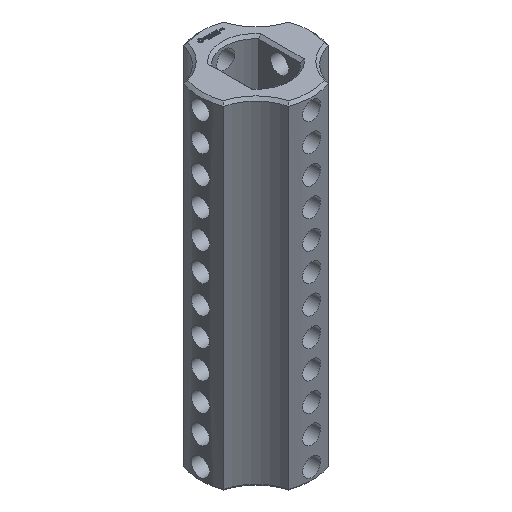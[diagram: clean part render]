
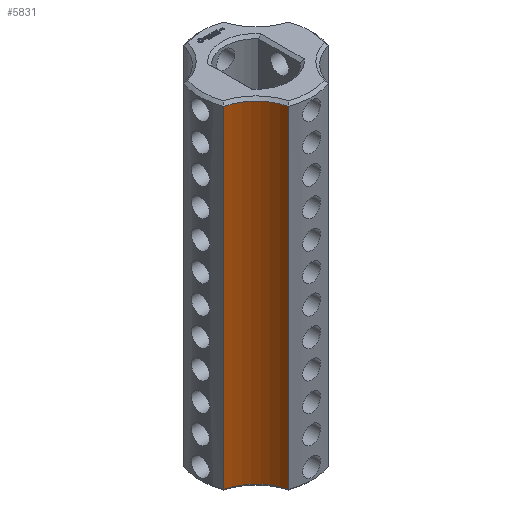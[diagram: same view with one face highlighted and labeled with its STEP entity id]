
A CAD part, isometric view. The second image highlights one B-rep face of the part: STEP entity #5831.
In plain terms, the highlighted cylindrical face has radius 5 mm (diameter 10 mm), a partial arc.
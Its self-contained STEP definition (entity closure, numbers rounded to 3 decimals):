
#1425 = EDGE_CURVE('',#1426,#1428,#1430,.T.);
#1426 = VERTEX_POINT('',#1427);
#1427 = CARTESIAN_POINT('',(-2.225,-5.841,0.3));
#1428 = VERTEX_POINT('',#1429);
#1429 = CARTESIAN_POINT('',(-2.225,-5.841,37.2));
#1430 = LINE('',#1431,#1432);
#1431 = CARTESIAN_POINT('',(-2.225,-5.841,0.));
#1432 = VECTOR('',#1433,1.);
#1433 = DIRECTION('',(0.,0.,1.));
#5831 = ADVANCED_FACE('',(#5832),#5859,.F.);
#5832 = FACE_BOUND('',#5833,.T.);
#5833 = EDGE_LOOP('',(#5834,#5835,#5844,#5852));
#5834 = ORIENTED_EDGE('',*,*,#1425,.T.);
#5835 = ORIENTED_EDGE('',*,*,#5836,.T.);
#5836 = EDGE_CURVE('',#1428,#5837,#5839,.T.);
#5837 = VERTEX_POINT('',#5838);
#5838 = CARTESIAN_POINT('',(-5.841,-2.225,37.2));
#5839 = CIRCLE('',#5840,5.);
#5840 = AXIS2_PLACEMENT_3D('',#5841,#5842,#5843);
#5841 = CARTESIAN_POINT('',(-7.071,-7.071,37.2));
#5842 = DIRECTION('',(0.,-0.,1.));
#5843 = DIRECTION('',(0.969,0.246,0.));
#5844 = ORIENTED_EDGE('',*,*,#5845,.F.);
#5845 = EDGE_CURVE('',#5846,#5837,#5848,.T.);
#5846 = VERTEX_POINT('',#5847);
#5847 = CARTESIAN_POINT('',(-5.841,-2.225,0.3));
#5848 = LINE('',#5849,#5850);
#5849 = CARTESIAN_POINT('',(-5.841,-2.225,0.));
#5850 = VECTOR('',#5851,1.);
#5851 = DIRECTION('',(0.,0.,1.));
#5852 = ORIENTED_EDGE('',*,*,#5853,.F.);
#5853 = EDGE_CURVE('',#1426,#5846,#5854,.T.);
#5854 = CIRCLE('',#5855,5.);
#5855 = AXIS2_PLACEMENT_3D('',#5856,#5857,#5858);
#5856 = CARTESIAN_POINT('',(-7.071,-7.071,0.3));
#5857 = DIRECTION('',(0.,-0.,1.));
#5858 = DIRECTION('',(0.969,0.246,0.));
#5859 = CYLINDRICAL_SURFACE('',#5860,5.);
#5860 = AXIS2_PLACEMENT_3D('',#5861,#5862,#5863);
#5861 = CARTESIAN_POINT('',(-7.071,-7.071,0.));
#5862 = DIRECTION('',(-0.,-0.,-1.));
#5863 = DIRECTION('',(1.,0.,0.));
